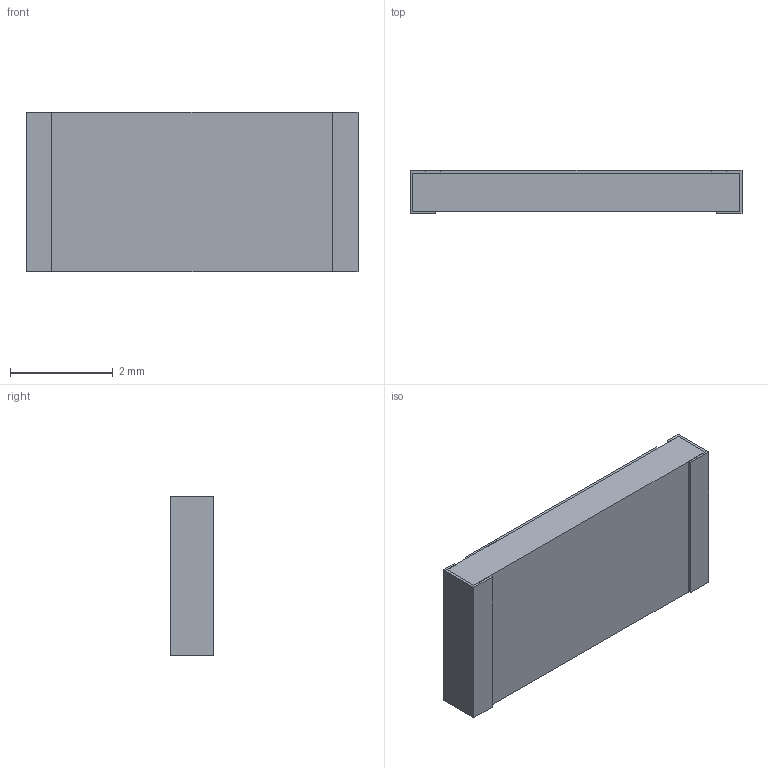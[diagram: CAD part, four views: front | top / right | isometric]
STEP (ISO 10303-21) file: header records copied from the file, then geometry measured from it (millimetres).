
FILE_DESCRIPTION (( 'STEP AP214' ), '1' );
FILE_NAME ('RES2512.STEP', '2020-03-08T08:00:53', ( 'Bee-bee-mama' ), ( '' ), 'SwSTEP 2.0', 'SolidWorks 2018', '' );
FILE_SCHEMA (( 'AUTOMOTIVE_DESIGN' ));
Length unit declared in the file: millimetre
Products named in the file (1): RES2512
Bounding box: 6.45 x 0.85 x 3.1 mm (x, y, z)
Volume: 16 mm3; surface area: 110.4 mm2
Topology: 4 solids, 4 shells, 88 faces, 228 edges, 152 vertices
Faces by surface type: plane 68, bspline 20
Entity records: 4413 total; most frequent: CARTESIAN_POINT 1801, ORIENTED_EDGE 456, DIRECTION 326, EDGE_CURVE 228, VECTOR 188, LINE 188, VERTEX_POINT 152, EDGE_LOOP 92
